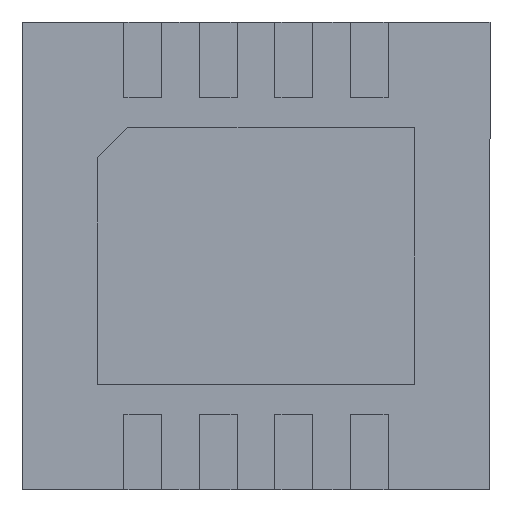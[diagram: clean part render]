
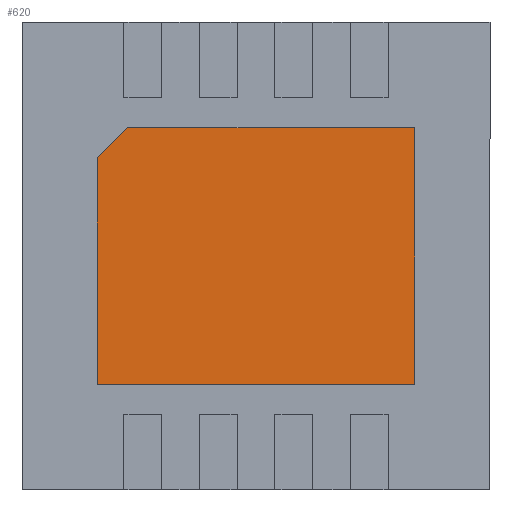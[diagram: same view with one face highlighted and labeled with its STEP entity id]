
A CAD part, front view. The second image highlights one B-rep face of the part: STEP entity #620.
In plain terms, the highlighted planar face has unit normal (0, -1, 0).
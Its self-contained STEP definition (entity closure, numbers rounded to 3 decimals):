
#413 = AXIS2_PLACEMENT_3D ( 'NONE', #5412, #5455, #8285 ) ;
#558 = LINE ( 'NONE', #7572, #6944 ) ;
#602 = DIRECTION ( 'NONE',  ( -1., 0., 0. ) ) ;
#620 = ADVANCED_FACE ( 'NONE', ( #6760 ), #8952, .F. ) ;
#720 = CARTESIAN_POINT ( 'NONE',  ( -0.85, -0.001, 0.85 ) ) ;
#788 = ORIENTED_EDGE ( 'NONE', *, *, #2573, .T. ) ;
#837 = ORIENTED_EDGE ( 'NONE', *, *, #4265, .T. ) ;
#1411 = VECTOR ( 'NONE', #9076, 1000. ) ;
#1428 = VERTEX_POINT ( 'NONE', #2344 ) ;
#1618 = EDGE_CURVE ( 'NONE', #3525, #8069, #3400, .T. ) ;
#2236 = VECTOR ( 'NONE', #2699, 1000. ) ;
#2344 = CARTESIAN_POINT ( 'NONE',  ( -1.05, -0.001, -0.85 ) ) ;
#2483 = ORIENTED_EDGE ( 'NONE', *, *, #3202, .T. ) ;
#2573 = EDGE_CURVE ( 'NONE', #8069, #3900, #9110, .T. ) ;
#2699 = DIRECTION ( 'NONE',  ( 1., 0., 0. ) ) ;
#3202 = EDGE_CURVE ( 'NONE', #7013, #1428, #7637, .T. ) ;
#3400 = LINE ( 'NONE', #6797, #1411 ) ;
#3417 = CARTESIAN_POINT ( 'NONE',  ( -1.05, -0.001, -0.85 ) ) ;
#3525 = VERTEX_POINT ( 'NONE', #3974 ) ;
#3900 = VERTEX_POINT ( 'NONE', #720 ) ;
#3974 = CARTESIAN_POINT ( 'NONE',  ( 1.05, -0.001, -0.85 ) ) ;
#4170 = CARTESIAN_POINT ( 'NONE',  ( 1.05, -0.001, -0.85 ) ) ;
#4265 = EDGE_CURVE ( 'NONE', #3900, #7013, #558, .T. ) ;
#5141 = VECTOR ( 'NONE', #8394, 1000. ) ;
#5412 = CARTESIAN_POINT ( 'NONE',  ( 0., -0.001, 0. ) ) ;
#5455 = DIRECTION ( 'NONE',  ( 0., 1., 0. ) ) ;
#5555 = EDGE_LOOP ( 'NONE', ( #6959, #8044, #788, #837, #2483 ) ) ;
#6172 = DIRECTION ( 'NONE',  ( -0.707, 0., -0.707 ) ) ;
#6462 = VECTOR ( 'NONE', #602, 1000. ) ;
#6760 = FACE_OUTER_BOUND ( 'NONE', #5555, .T. ) ;
#6797 = CARTESIAN_POINT ( 'NONE',  ( 1.05, -0.001, -0.85 ) ) ;
#6921 = CARTESIAN_POINT ( 'NONE',  ( 1.05, -0.001, 0.85 ) ) ;
#6944 = VECTOR ( 'NONE', #6172, 1000. ) ;
#6959 = ORIENTED_EDGE ( 'NONE', *, *, #8777, .T. ) ;
#7013 = VERTEX_POINT ( 'NONE', #8711 ) ;
#7572 = CARTESIAN_POINT ( 'NONE',  ( -1.05, -0.001, 0.65 ) ) ;
#7637 = LINE ( 'NONE', #3417, #5141 ) ;
#8044 = ORIENTED_EDGE ( 'NONE', *, *, #1618, .T. ) ;
#8069 = VERTEX_POINT ( 'NONE', #6921 ) ;
#8285 = DIRECTION ( 'NONE',  ( 0., 0., 1. ) ) ;
#8394 = DIRECTION ( 'NONE',  ( 0., 0., -1. ) ) ;
#8711 = CARTESIAN_POINT ( 'NONE',  ( -1.05, -0.001, 0.65 ) ) ;
#8777 = EDGE_CURVE ( 'NONE', #1428, #3525, #8921, .T. ) ;
#8921 = LINE ( 'NONE', #4170, #2236 ) ;
#8952 = PLANE ( 'NONE',  #413 ) ;
#9022 = CARTESIAN_POINT ( 'NONE',  ( 1.05, -0.001, 0.85 ) ) ;
#9076 = DIRECTION ( 'NONE',  ( 0., 0., 1. ) ) ;
#9110 = LINE ( 'NONE', #9022, #6462 ) ;
